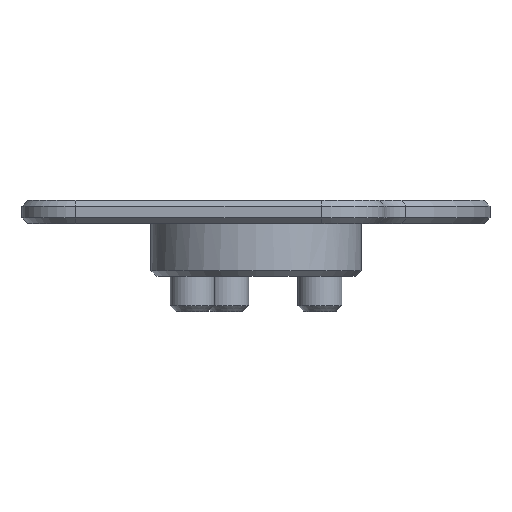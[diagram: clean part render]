
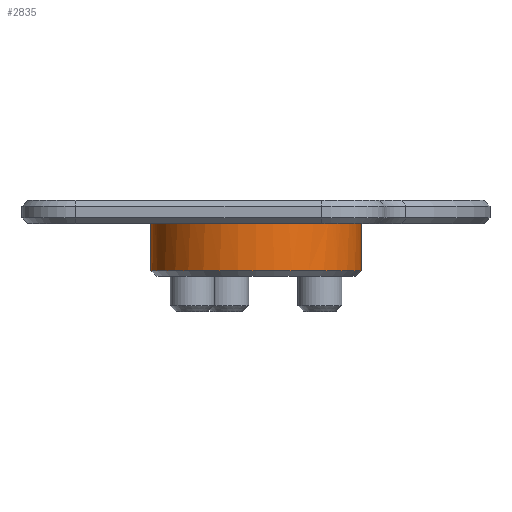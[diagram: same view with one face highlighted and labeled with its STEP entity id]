
A CAD part, left-side view. The second image highlights one B-rep face of the part: STEP entity #2835.
In plain terms, the highlighted cylindrical face has radius 9 mm (diameter 18 mm), a full revolution.
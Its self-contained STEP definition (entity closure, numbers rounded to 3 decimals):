
#141=FACE_OUTER_BOUND('',#300,.T.);
#300=EDGE_LOOP('',(#1992,#1993,#1994,#1995,#1996,#1997,#1998,#1999,#2000,
#2001,#2002,#2003,#2004,#2005,#2006,#2007));
#493=CIRCLE('',#3067,9.);
#494=CIRCLE('',#3069,9.);
#495=CIRCLE('',#3070,9.);
#496=CIRCLE('',#3071,9.);
#497=CIRCLE('',#3072,9.);
#498=CIRCLE('',#3073,9.);
#499=CIRCLE('',#3074,9.);
#500=CIRCLE('',#3075,9.);
#778=LINE('',#4693,#954);
#779=LINE('',#4697,#955);
#780=LINE('',#4700,#956);
#781=LINE('',#4704,#957);
#782=LINE('',#4708,#958);
#783=LINE('',#4712,#959);
#784=LINE('',#4716,#960);
#954=VECTOR('',#3691,10.);
#955=VECTOR('',#3694,10.);
#956=VECTOR('',#3697,9.);
#957=VECTOR('',#3700,10.);
#958=VECTOR('',#3703,10.);
#959=VECTOR('',#3706,10.);
#960=VECTOR('',#3709,10.);
#1142=VERTEX_POINT('',#4687);
#1143=VERTEX_POINT('',#4691);
#1144=VERTEX_POINT('',#4692);
#1145=VERTEX_POINT('',#4694);
#1146=VERTEX_POINT('',#4696);
#1147=VERTEX_POINT('',#4698);
#1148=VERTEX_POINT('',#4701);
#1149=VERTEX_POINT('',#4703);
#1150=VERTEX_POINT('',#4705);
#1151=VERTEX_POINT('',#4707);
#1152=VERTEX_POINT('',#4709);
#1153=VERTEX_POINT('',#4711);
#1154=VERTEX_POINT('',#4713);
#1155=VERTEX_POINT('',#4715);
#1474=EDGE_CURVE('',#1142,#1142,#493,.T.);
#1475=EDGE_CURVE('',#1143,#1144,#778,.T.);
#1476=EDGE_CURVE('',#1145,#1143,#494,.T.);
#1477=EDGE_CURVE('',#1146,#1145,#779,.T.);
#1478=EDGE_CURVE('',#1147,#1146,#495,.T.);
#1479=EDGE_CURVE('',#1147,#1142,#780,.T.);
#1480=EDGE_CURVE('',#1148,#1147,#496,.T.);
#1481=EDGE_CURVE('',#1149,#1148,#781,.T.);
#1482=EDGE_CURVE('',#1150,#1149,#497,.T.);
#1483=EDGE_CURVE('',#1151,#1150,#782,.T.);
#1484=EDGE_CURVE('',#1152,#1151,#498,.T.);
#1485=EDGE_CURVE('',#1153,#1152,#783,.T.);
#1486=EDGE_CURVE('',#1154,#1153,#499,.T.);
#1487=EDGE_CURVE('',#1155,#1154,#784,.T.);
#1488=EDGE_CURVE('',#1144,#1155,#500,.T.);
#1992=ORIENTED_EDGE('',*,*,#1475,.F.);
#1993=ORIENTED_EDGE('',*,*,#1476,.F.);
#1994=ORIENTED_EDGE('',*,*,#1477,.F.);
#1995=ORIENTED_EDGE('',*,*,#1478,.F.);
#1996=ORIENTED_EDGE('',*,*,#1479,.T.);
#1997=ORIENTED_EDGE('',*,*,#1474,.F.);
#1998=ORIENTED_EDGE('',*,*,#1479,.F.);
#1999=ORIENTED_EDGE('',*,*,#1480,.F.);
#2000=ORIENTED_EDGE('',*,*,#1481,.F.);
#2001=ORIENTED_EDGE('',*,*,#1482,.F.);
#2002=ORIENTED_EDGE('',*,*,#1483,.F.);
#2003=ORIENTED_EDGE('',*,*,#1484,.F.);
#2004=ORIENTED_EDGE('',*,*,#1485,.F.);
#2005=ORIENTED_EDGE('',*,*,#1486,.F.);
#2006=ORIENTED_EDGE('',*,*,#1487,.F.);
#2007=ORIENTED_EDGE('',*,*,#1488,.F.);
#2679=CYLINDRICAL_SURFACE('',#3068,9.);
#2835=ADVANCED_FACE('',(#141),#2679,.T.);
#3067=AXIS2_PLACEMENT_3D('',#4689,#3687,#3688);
#3068=AXIS2_PLACEMENT_3D('',#4690,#3689,#3690);
#3069=AXIS2_PLACEMENT_3D('',#4695,#3692,#3693);
#3070=AXIS2_PLACEMENT_3D('',#4699,#3695,#3696);
#3071=AXIS2_PLACEMENT_3D('',#4702,#3698,#3699);
#3072=AXIS2_PLACEMENT_3D('',#4706,#3701,#3702);
#3073=AXIS2_PLACEMENT_3D('',#4710,#3704,#3705);
#3074=AXIS2_PLACEMENT_3D('',#4714,#3707,#3708);
#3075=AXIS2_PLACEMENT_3D('',#4717,#3710,#3711);
#3687=DIRECTION('center_axis',(0.,0.,-1.));
#3688=DIRECTION('ref_axis',(1.,0.,0.));
#3689=DIRECTION('center_axis',(0.,0.,1.));
#3690=DIRECTION('ref_axis',(1.,0.,0.));
#3691=DIRECTION('',(0.,0.,1.));
#3692=DIRECTION('center_axis',(0.,0.,1.));
#3693=DIRECTION('ref_axis',(1.,0.,0.));
#3694=DIRECTION('',(0.,0.,-1.));
#3695=DIRECTION('center_axis',(0.,0.,1.));
#3696=DIRECTION('ref_axis',(1.,0.,0.));
#3697=DIRECTION('',(0.,0.,-1.));
#3698=DIRECTION('center_axis',(0.,0.,1.));
#3699=DIRECTION('ref_axis',(1.,0.,0.));
#3700=DIRECTION('',(0.,0.,1.));
#3701=DIRECTION('center_axis',(0.,0.,1.));
#3702=DIRECTION('ref_axis',(1.,0.,0.));
#3703=DIRECTION('',(0.,0.,-1.));
#3704=DIRECTION('center_axis',(0.,0.,1.));
#3705=DIRECTION('ref_axis',(1.,0.,0.));
#3706=DIRECTION('',(0.,0.,1.));
#3707=DIRECTION('center_axis',(0.,0.,1.));
#3708=DIRECTION('ref_axis',(1.,0.,0.));
#3709=DIRECTION('',(0.,0.,-1.));
#3710=DIRECTION('center_axis',(0.,0.,1.));
#3711=DIRECTION('ref_axis',(1.,0.,0.));
#4687=CARTESIAN_POINT('',(-9.04,0.283,-4.));
#4689=CARTESIAN_POINT('Origin',(-0.04,0.283,-4.));
#4690=CARTESIAN_POINT('Origin',(-0.04,0.283,0.));
#4691=CARTESIAN_POINT('',(-5.452,-6.907,0.));
#4692=CARTESIAN_POINT('',(-5.452,-6.907,2.));
#4693=CARTESIAN_POINT('',(-5.452,-6.907,0.));
#4694=CARTESIAN_POINT('',(-6.622,-5.854,0.));
#4695=CARTESIAN_POINT('Origin',(-0.04,0.283,0.));
#4696=CARTESIAN_POINT('',(-6.622,-5.854,2.));
#4697=CARTESIAN_POINT('',(-6.622,-5.854,0.));
#4698=CARTESIAN_POINT('',(-9.04,0.283,2.));
#4699=CARTESIAN_POINT('Origin',(-0.04,0.283,2.));
#4700=CARTESIAN_POINT('',(-9.04,0.283,0.));
#4701=CARTESIAN_POINT('',(-3.561,8.566,2.));
#4702=CARTESIAN_POINT('Origin',(-0.04,0.283,2.));
#4703=CARTESIAN_POINT('',(-3.561,8.566,0.));
#4704=CARTESIAN_POINT('',(-3.561,8.566,0.));
#4705=CARTESIAN_POINT('',(-2.064,9.053,0.));
#4706=CARTESIAN_POINT('Origin',(-0.04,0.283,0.));
#4707=CARTESIAN_POINT('',(-2.064,9.053,2.));
#4708=CARTESIAN_POINT('',(-2.064,9.053,0.));
#4709=CARTESIAN_POINT('',(8.894,-0.809,2.));
#4710=CARTESIAN_POINT('Origin',(-0.04,0.283,2.));
#4711=CARTESIAN_POINT('',(8.894,-0.809,0.));
#4712=CARTESIAN_POINT('',(8.894,-0.809,0.));
#4713=CARTESIAN_POINT('',(8.567,-2.348,0.));
#4714=CARTESIAN_POINT('Origin',(-0.04,0.283,0.));
#4715=CARTESIAN_POINT('',(8.567,-2.348,2.));
#4716=CARTESIAN_POINT('',(8.567,-2.348,0.));
#4717=CARTESIAN_POINT('Origin',(-0.04,0.283,2.));
